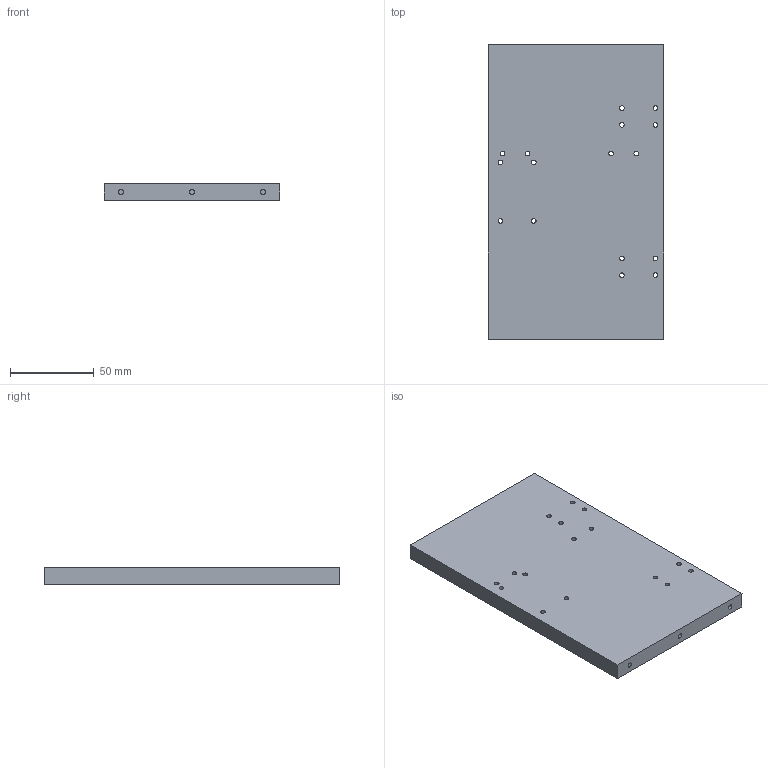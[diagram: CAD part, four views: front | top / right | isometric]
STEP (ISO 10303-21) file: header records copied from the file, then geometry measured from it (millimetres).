
FILE_DESCRIPTION(/* description */ ('STEP AP214'),/* implementation_level */ '2;1');
FILE_NAME(/* name */ '666bc4cc08ed432b36b9a8ca',/* time_stamp */ '2024-06-14T04:19:24Z',/* author */ (''),/* organization */ (''),/* preprocessor_version */ 'ST-DEVELOPER v20',/* originating_system */ ' ',/* authorisation */ ' ');
FILE_SCHEMA (('AUTOMOTIVE_DESIGN {1 0 10303 214 3 1 1}'));
Length unit declared in the file: metre
Products named in the file (1): Reaction02 v19
Bounding box: 104.98 x 175.97 x 10 mm (x, y, z)
Volume: 182496.2 mm3; surface area: 45061 mm2
Topology: 1 solids, 1 shells, 46 faces, 105 edges, 67 vertices
Faces by surface type: cylinder 22, cone 12, plane 12
Full cylindrical faces by diameter (mm): 2.8 x22
Entity records: 1210 total; most frequent: DIRECTION 218, CARTESIAN_POINT 179, ORIENTED_EDGE 136, EDGE_LOOP 118, FACE_BOUND 118, AXIS2_PLACEMENT_3D 103, EDGE_CURVE 68, VERTEX_POINT 64
